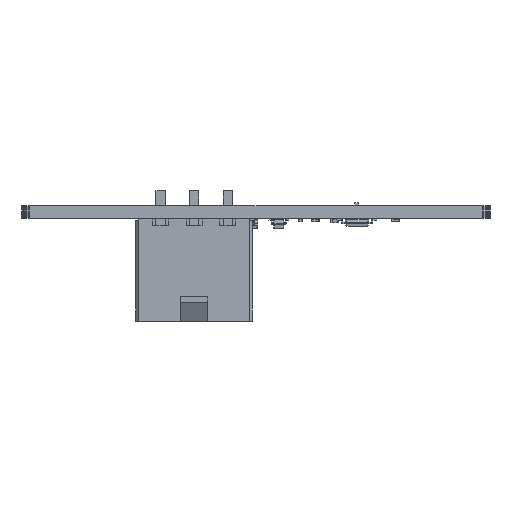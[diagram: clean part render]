
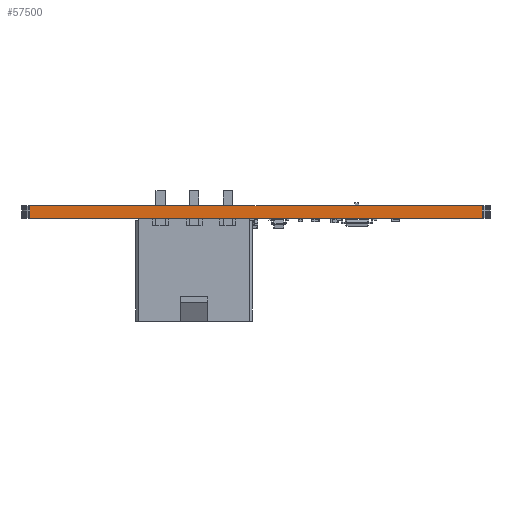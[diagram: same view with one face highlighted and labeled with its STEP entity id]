
A CAD part, left-side view. The second image highlights one B-rep face of the part: STEP entity #57500.
In plain terms, the highlighted planar face has unit normal (-1, 0, 0).
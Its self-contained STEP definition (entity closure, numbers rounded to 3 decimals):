
#54466 = PLANE('',#54467);
#54467 = AXIS2_PLACEMENT_3D('',#54468,#54469,#54470);
#54468 = CARTESIAN_POINT('',(0.,0.,1.6)
  );
#54469 = DIRECTION('',(-0.,-0.,-1.));
#54470 = DIRECTION('',(-1.,0.,0.));
#54520 = PLANE('',#54521);
#54521 = AXIS2_PLACEMENT_3D('',#54522,#54523,#54524);
#54522 = CARTESIAN_POINT('',(0.,0.,0.)
  );
#54523 = DIRECTION('',(-0.,-0.,-1.));
#54524 = DIRECTION('',(-1.,0.,0.));
#55301 = VERTEX_POINT('',#55302);
#55302 = CARTESIAN_POINT('',(-35.,-28.31,0.));
#55316 = PLANE('',#55317);
#55317 = AXIS2_PLACEMENT_3D('',#55318,#55319,#55320);
#55318 = CARTESIAN_POINT('',(-34.981,-28.505,0.));
#55319 = DIRECTION('',(-0.995,-0.098,0.));
#55320 = DIRECTION('',(-0.098,0.995,0.));
#55328 = EDGE_CURVE('',#55301,#55329,#55331,.T.);
#55329 = VERTEX_POINT('',#55330);
#55330 = CARTESIAN_POINT('',(-35.,28.31,0.));
#55331 = SURFACE_CURVE('',#55332,(#55336,#55343),.PCURVE_S1.);
#55332 = LINE('',#55333,#55334);
#55333 = CARTESIAN_POINT('',(-35.,-28.31,0.));
#55334 = VECTOR('',#55335,1.);
#55335 = DIRECTION('',(0.,1.,0.));
#55336 = PCURVE('',#54520,#55337);
#55337 = DEFINITIONAL_REPRESENTATION('',(#55338),#55342);
#55338 = LINE('',#55339,#55340);
#55339 = CARTESIAN_POINT('',(35.,-28.31));
#55340 = VECTOR('',#55341,1.);
#55341 = DIRECTION('',(0.,1.));
#55342 = ( GEOMETRIC_REPRESENTATION_CONTEXT(2) 
PARAMETRIC_REPRESENTATION_CONTEXT() REPRESENTATION_CONTEXT('2D SPACE',''
  ) );
#55343 = PCURVE('',#55344,#55349);
#55344 = PLANE('',#55345);
#55345 = AXIS2_PLACEMENT_3D('',#55346,#55347,#55348);
#55346 = CARTESIAN_POINT('',(-35.,-28.31,0.));
#55347 = DIRECTION('',(-1.,0.,0.));
#55348 = DIRECTION('',(0.,1.,0.));
#55349 = DEFINITIONAL_REPRESENTATION('',(#55350),#55354);
#55350 = LINE('',#55351,#55352);
#55351 = CARTESIAN_POINT('',(0.,0.));
#55352 = VECTOR('',#55353,1.);
#55353 = DIRECTION('',(1.,0.));
#55354 = ( GEOMETRIC_REPRESENTATION_CONTEXT(2) 
PARAMETRIC_REPRESENTATION_CONTEXT() REPRESENTATION_CONTEXT('2D SPACE',''
  ) );
#55372 = PLANE('',#55373);
#55373 = AXIS2_PLACEMENT_3D('',#55374,#55375,#55376);
#55374 = CARTESIAN_POINT('',(-35.,28.31,0.));
#55375 = DIRECTION('',(-0.995,0.098,0.));
#55376 = DIRECTION('',(0.098,0.995,0.));
#56464 = VERTEX_POINT('',#56465);
#56465 = CARTESIAN_POINT('',(-35.,-28.31,1.6));
#56486 = EDGE_CURVE('',#56464,#56487,#56489,.T.);
#56487 = VERTEX_POINT('',#56488);
#56488 = CARTESIAN_POINT('',(-35.,28.31,1.6));
#56489 = SURFACE_CURVE('',#56490,(#56494,#56501),.PCURVE_S1.);
#56490 = LINE('',#56491,#56492);
#56491 = CARTESIAN_POINT('',(-35.,-28.31,1.6));
#56492 = VECTOR('',#56493,1.);
#56493 = DIRECTION('',(0.,1.,0.));
#56494 = PCURVE('',#54466,#56495);
#56495 = DEFINITIONAL_REPRESENTATION('',(#56496),#56500);
#56496 = LINE('',#56497,#56498);
#56497 = CARTESIAN_POINT('',(35.,-28.31));
#56498 = VECTOR('',#56499,1.);
#56499 = DIRECTION('',(0.,1.));
#56500 = ( GEOMETRIC_REPRESENTATION_CONTEXT(2) 
PARAMETRIC_REPRESENTATION_CONTEXT() REPRESENTATION_CONTEXT('2D SPACE',''
  ) );
#56501 = PCURVE('',#55344,#56502);
#56502 = DEFINITIONAL_REPRESENTATION('',(#56503),#56507);
#56503 = LINE('',#56504,#56505);
#56504 = CARTESIAN_POINT('',(0.,-1.6));
#56505 = VECTOR('',#56506,1.);
#56506 = DIRECTION('',(1.,0.));
#56507 = ( GEOMETRIC_REPRESENTATION_CONTEXT(2) 
PARAMETRIC_REPRESENTATION_CONTEXT() REPRESENTATION_CONTEXT('2D SPACE',''
  ) );
#57450 = EDGE_CURVE('',#55329,#56487,#57451,.T.);
#57451 = SURFACE_CURVE('',#57452,(#57456,#57463),.PCURVE_S1.);
#57452 = LINE('',#57453,#57454);
#57453 = CARTESIAN_POINT('',(-35.,28.31,0.));
#57454 = VECTOR('',#57455,1.);
#57455 = DIRECTION('',(0.,0.,1.));
#57456 = PCURVE('',#55372,#57457);
#57457 = DEFINITIONAL_REPRESENTATION('',(#57458),#57462);
#57458 = LINE('',#57459,#57460);
#57459 = CARTESIAN_POINT('',(0.,0.));
#57460 = VECTOR('',#57461,1.);
#57461 = DIRECTION('',(0.,-1.));
#57462 = ( GEOMETRIC_REPRESENTATION_CONTEXT(2) 
PARAMETRIC_REPRESENTATION_CONTEXT() REPRESENTATION_CONTEXT('2D SPACE',''
  ) );
#57463 = PCURVE('',#55344,#57464);
#57464 = DEFINITIONAL_REPRESENTATION('',(#57465),#57469);
#57465 = LINE('',#57466,#57467);
#57466 = CARTESIAN_POINT('',(56.62,0.));
#57467 = VECTOR('',#57468,1.);
#57468 = DIRECTION('',(0.,-1.));
#57469 = ( GEOMETRIC_REPRESENTATION_CONTEXT(2) 
PARAMETRIC_REPRESENTATION_CONTEXT() REPRESENTATION_CONTEXT('2D SPACE',''
  ) );
#57500 = ADVANCED_FACE('',(#57501),#55344,.T.);
#57501 = FACE_BOUND('',#57502,.T.);
#57502 = EDGE_LOOP('',(#57503,#57524,#57525,#57526));
#57503 = ORIENTED_EDGE('',*,*,#57504,.T.);
#57504 = EDGE_CURVE('',#55301,#56464,#57505,.T.);
#57505 = SURFACE_CURVE('',#57506,(#57510,#57517),.PCURVE_S1.);
#57506 = LINE('',#57507,#57508);
#57507 = CARTESIAN_POINT('',(-35.,-28.31,0.));
#57508 = VECTOR('',#57509,1.);
#57509 = DIRECTION('',(0.,0.,1.));
#57510 = PCURVE('',#55344,#57511);
#57511 = DEFINITIONAL_REPRESENTATION('',(#57512),#57516);
#57512 = LINE('',#57513,#57514);
#57513 = CARTESIAN_POINT('',(0.,0.));
#57514 = VECTOR('',#57515,1.);
#57515 = DIRECTION('',(0.,-1.));
#57516 = ( GEOMETRIC_REPRESENTATION_CONTEXT(2) 
PARAMETRIC_REPRESENTATION_CONTEXT() REPRESENTATION_CONTEXT('2D SPACE',''
  ) );
#57517 = PCURVE('',#55316,#57518);
#57518 = DEFINITIONAL_REPRESENTATION('',(#57519),#57523);
#57519 = LINE('',#57520,#57521);
#57520 = CARTESIAN_POINT('',(0.196,0.));
#57521 = VECTOR('',#57522,1.);
#57522 = DIRECTION('',(0.,-1.));
#57523 = ( GEOMETRIC_REPRESENTATION_CONTEXT(2) 
PARAMETRIC_REPRESENTATION_CONTEXT() REPRESENTATION_CONTEXT('2D SPACE',''
  ) );
#57524 = ORIENTED_EDGE('',*,*,#56486,.T.);
#57525 = ORIENTED_EDGE('',*,*,#57450,.F.);
#57526 = ORIENTED_EDGE('',*,*,#55328,.F.);
